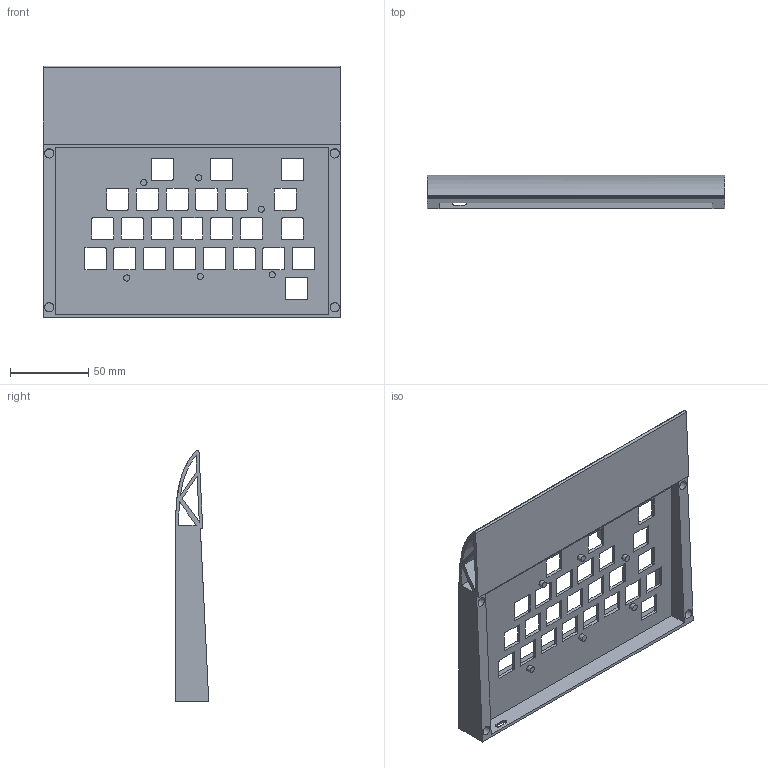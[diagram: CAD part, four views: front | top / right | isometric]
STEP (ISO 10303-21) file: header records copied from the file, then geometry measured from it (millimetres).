
FILE_DESCRIPTION(/* description */ (''),/* implementation_level */ '2;1');
FILE_NAME(/* name */ 'Main Body Right.step',/* time_stamp */ '2026-01-26T08:43:49Z',/* author */ (''),/* organization */ (''),/* preprocessor_version */ 'ST-DEVELOPER v20.1',/* originating_system */ 'Autodesk Translation Framework v14.21.0.0',/* authorisation */ '');
FILE_SCHEMA (('AUTOMOTIVE_DESIGN { 1 0 10303 214 3 1 1 }'));
Length unit declared in the file: millimetre
Products named in the file (1): Main Body Right
Bounding box: 190.5 x 21.45 x 160.96 mm (x, y, z)
Volume: 191860.8 mm3; surface area: 104769.4 mm2
Topology: 1 solids, 1 shells, 279 faces, 787 edges, 522 vertices
Faces by surface type: plane 156, cylinder 116, cone 4, bspline 3
Full cylindrical faces by diameter (mm): 4 x6, 6 x4
Entity records: 9329 total; most frequent: CARTESIAN_POINT 1739, ORIENTED_EDGE 1574, DIRECTION 1571, EDGE_CURVE 787, LINE 545, VECTOR 545, VERTEX_POINT 522, AXIS2_PLACEMENT_3D 513
